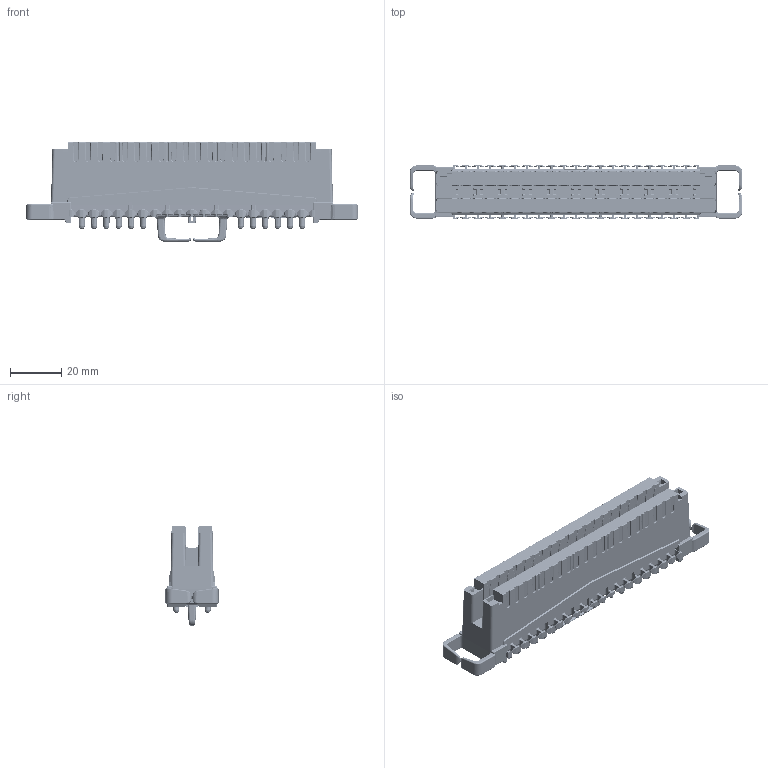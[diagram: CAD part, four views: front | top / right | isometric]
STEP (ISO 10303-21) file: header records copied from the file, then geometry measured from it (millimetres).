
FILE_DESCRIPTION(/* description */ (''),/* implementation_level */ '2;1');
FILE_NAME(/* name */ 'LSA-Leiste BR2.stp',/* time_stamp */ '2025-03-14T09:49:21+01:00',/* author */ (''),/* organization */ (''),/* preprocessor_version */ 'ST-DEVELOPER v16',/* originating_system */ 'SIEMENS PLM Software NX 11.0',/* authorisation */ '');
FILE_SCHEMA (('AUTOMOTIVE_DESIGN { 1 0 10303 214 3 1 1 1 }'));
Products named in the file (1): BR2 Module S237
Bounding box: 129.5 x 21.35 x 38.76 mm (x, y, z)
Volume: 48929.8 mm3; surface area: 17463.1 mm2
Topology: 1 solids, 43 shells, 8501 faces, 20699 edges, 12067 vertices
Faces by surface type: cylinder 3287, plane 2371, bspline 1521, torus 634, sphere 544, revolution 68, cone 58, extrusion 18
Full cylindrical faces by diameter (mm): 3.1 x1, 5 x1
Entity records: 278465 total; most frequent: CARTESIAN_POINT 90467, ORIENTED_EDGE 40710, DIRECTION 38145, EDGE_CURVE 20355, AXIS2_PLACEMENT_3D 14651, VERTEX_POINT 12040, VECTOR 8775, LINE 8757
